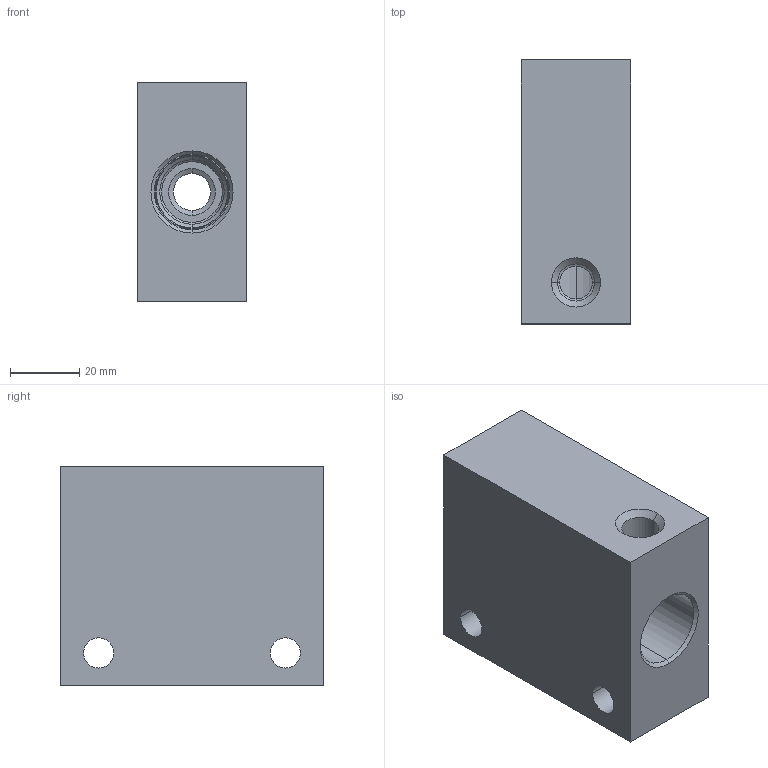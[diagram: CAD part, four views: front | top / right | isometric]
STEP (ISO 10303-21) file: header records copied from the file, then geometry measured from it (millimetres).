
FILE_DESCRIPTION((''),'2;1');
FILE_NAME('ECA_ASM','2024-09-16T',('ProEService'),(''),'PRO/ENGINEER BY PARAMETRIC TECHNOLOGY CORPORATION, 2014200','PRO/ENGINEER BY PARAMETRIC TECHNOLOGY CORPORATION, 2014200','');
FILE_SCHEMA(('CONFIG_CONTROL_DESIGN'));
Length unit declared in the file: inch
Products named in the file (2): 150-239-001; ECA_ASM
Assembly tree (1 placements, depth 2):
  ECA_ASM
    150-239-001
Bounding box: 31.75 x 76.2 x 63.5 mm (x, y, z)
Volume: 127092.9 mm3; surface area: 24906.7 mm2
Topology: 1 solids, 1 shells, 48 faces, 253 edges, 270 vertices
Faces by surface type: cylinder 22, cone 18, plane 8
Entity records: 2560 total; most frequent: CARTESIAN_POINT 597, DIRECTION 409, ORIENTED_EDGE 224, VECTOR 193, LINE 193, TRIMMED_CURVE 141, COMPOSITE_CURVE_SEGMENT 130, EDGE_CURVE 112
